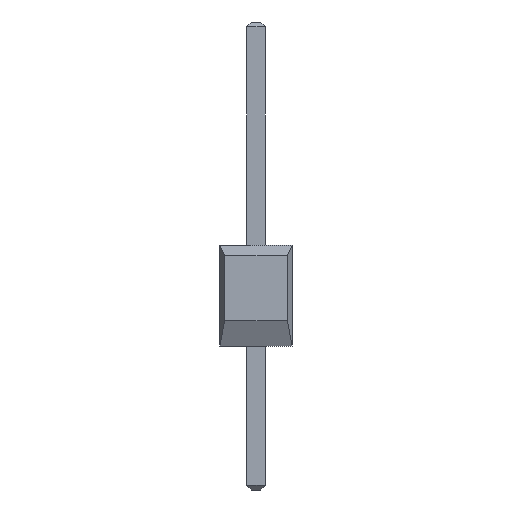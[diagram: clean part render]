
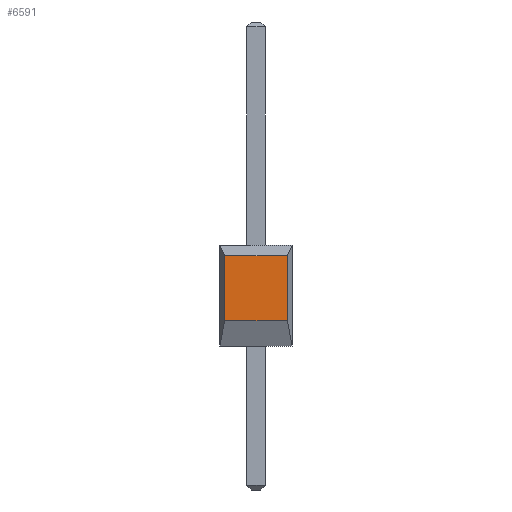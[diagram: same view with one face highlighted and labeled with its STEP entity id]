
A CAD part, left-side view. The second image highlights one B-rep face of the part: STEP entity #6591.
In plain terms, the highlighted planar face has unit normal (-1, 0, 0).
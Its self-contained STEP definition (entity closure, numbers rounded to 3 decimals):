
#6114=CARTESIAN_POINT('',(-1.27,-1.105,3.191));
#6113=VERTEX_POINT('',#6114);
#6132=CARTESIAN_POINT('',(-1.27,1.105,3.191));
#6131=VERTEX_POINT('',#6132);
#6140=EDGE_CURVE('',#6113,#6131,#6145,.T.);
#6145=LINE('',#6114,#6147);
#6147=VECTOR('',#6148,2.21);
#6148=DIRECTION('',(0.0,1.0,0.0));
#6259=CARTESIAN_POINT('',(-1.27,1.105,0.886));
#6258=VERTEX_POINT('',#6259);
#6267=EDGE_CURVE('',#6131,#6258,#6272,.T.);
#6272=LINE('',#6132,#6274);
#6274=VECTOR('',#6275,2.305);
#6275=DIRECTION('',(0.0,0.0,-1.0));
#6310=CARTESIAN_POINT('',(-1.27,-1.105,0.886));
#6309=VERTEX_POINT('',#6310);
#6336=EDGE_CURVE('',#6309,#6113,#6341,.T.);
#6341=LINE('',#6310,#6343);
#6343=VECTOR('',#6344,2.305);
#6344=DIRECTION('',(0.0,0.0,1.0));
#6571=EDGE_CURVE('',#6258,#6309,#6576,.T.);
#6576=LINE('',#6259,#6578);
#6578=VECTOR('',#6579,2.21);
#6579=DIRECTION('',(0.0,-1.0,0.0));
#6591=ADVANCED_FACE('',(#6597),#6592,.T.);
#6592=PLANE('',#6593);
#6593=AXIS2_PLACEMENT_3D('',#6594,#6595,#6596);
#6594=CARTESIAN_POINT('',(-1.27,1.105,0.886));
#6595=DIRECTION('',(-1.0,0.0,0.0));
#6596=DIRECTION('',(0.,0.,1.));
#6597=FACE_OUTER_BOUND('',#6598,.T.);
#6598=EDGE_LOOP('',(#6599,#6609,#6619,#6629));
#6599=ORIENTED_EDGE('',*,*,#6571,.T.);
#6609=ORIENTED_EDGE('',*,*,#6336,.T.);
#6619=ORIENTED_EDGE('',*,*,#6140,.T.);
#6629=ORIENTED_EDGE('',*,*,#6267,.T.);
